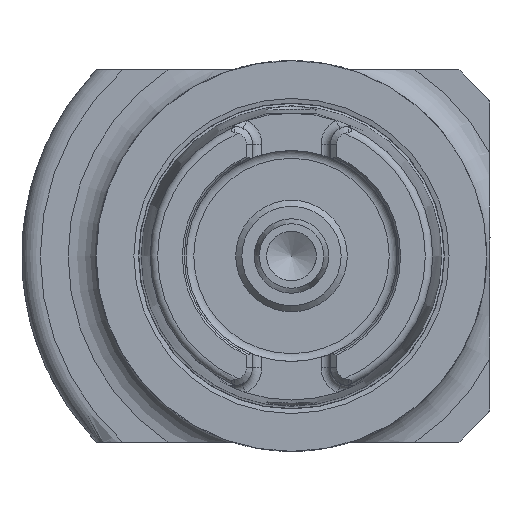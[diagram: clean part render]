
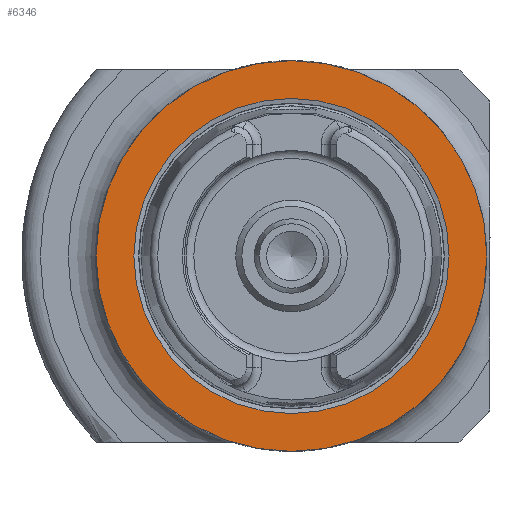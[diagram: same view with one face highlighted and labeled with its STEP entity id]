
A CAD part, left-side view. The second image highlights one B-rep face of the part: STEP entity #6346.
In plain terms, the highlighted planar face has unit normal (-1, 0, 0).
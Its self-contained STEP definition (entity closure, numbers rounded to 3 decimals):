
#2863=CARTESIAN_POINT('',(0.0,31.5,0.0));
#2864=VERTEX_POINT('',#2863);
#2865=CARTESIAN_POINT('',(0.0,0.0,0.0));
#2866=DIRECTION('',(1.0,0.0,0.0));
#2867=DIRECTION('',(0.0,1.0,0.0));
#2868=AXIS2_PLACEMENT_3D('',#2865,#2866,#2867);
#2869=CIRCLE('',#2868,31.5);
#2870=EDGE_CURVE('',#2864,#2864,#2869,.T.);
#6320=CARTESIAN_POINT('',(0.0,25.4,0.0));
#6321=VERTEX_POINT('',#6320);
#6322=CARTESIAN_POINT('',(0.0,0.0,0.0));
#6323=DIRECTION('',(1.0,0.0,0.0));
#6324=DIRECTION('',(0.0,1.0,0.0));
#6325=AXIS2_PLACEMENT_3D('',#6322,#6323,#6324);
#6326=CIRCLE('',#6325,25.4);
#6327=EDGE_CURVE('',#6321,#6321,#6326,.T.);
#6335=CARTESIAN_POINT('',(0.0,28.45,0.0));
#6336=DIRECTION('',(-1.0,0.0,0.0));
#6337=DIRECTION('',(0.0,0.0,1.0));
#6338=AXIS2_PLACEMENT_3D('',#6335,#6336,#6337);
#6339=PLANE('',#6338);
#6340=ORIENTED_EDGE('',*,*,#2870,.F.);
#6341=EDGE_LOOP('',(#6340));
#6342=FACE_OUTER_BOUND('',#6341,.T.);
#6343=ORIENTED_EDGE('',*,*,#6327,.T.);
#6344=EDGE_LOOP('',(#6343));
#6345=FACE_BOUND('',#6344,.T.);
#6346=ADVANCED_FACE('',(#6342,#6345),#6339,.T.);
